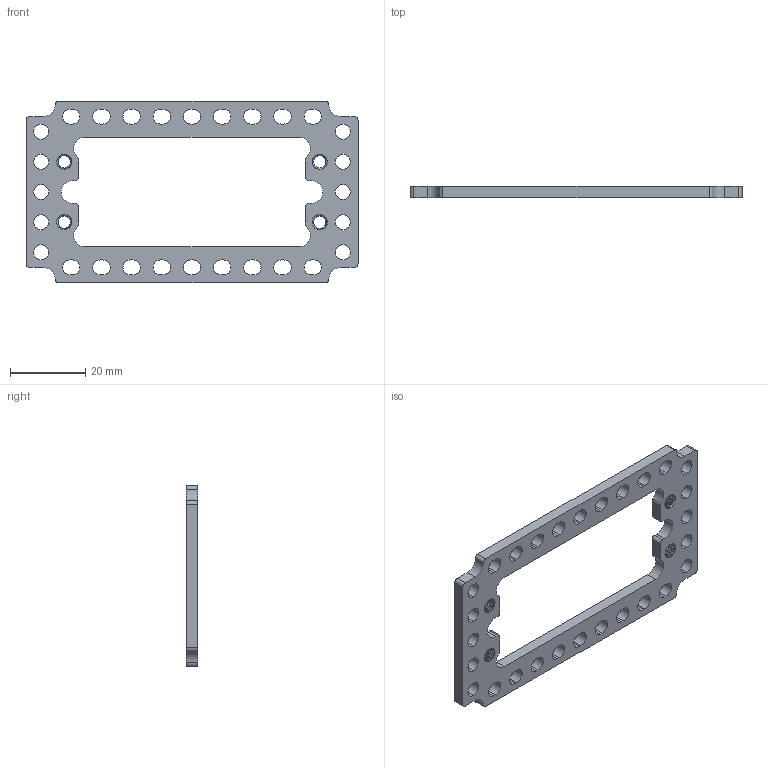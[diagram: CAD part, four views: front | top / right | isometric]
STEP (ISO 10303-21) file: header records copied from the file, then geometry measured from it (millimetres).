
FILE_DESCRIPTION (( 'STEP AP203' ), '1' );
FILE_NAME ('1801-0048-0002.STEP', '2017-04-13T13:23:15', ( '' ), ( '' ), 'SwSTEP 2.0', 'SolidWorks 2016', '' );
FILE_SCHEMA (( 'CONFIG_CONTROL_DESIGN' ));
Length unit declared in the file: millimetre
Products named in the file (1): 1801-0048-0002
Bounding box: 88 x 3 x 48 mm (x, y, z)
Volume: 5585.9 mm3; surface area: 6408.3 mm2
Topology: 1 solids, 1 shells, 243 faces, 701 edges, 460 vertices
Faces by surface type: cylinder 155, plane 56, cone 24, bspline 8
Entity records: 17744 total; most frequent: CARTESIAN_POINT 11453, ORIENTED_EDGE 1402, DIRECTION 1217, EDGE_CURVE 701, VERTEX_POINT 460, AXIS2_PLACEMENT_3D 446, LINE 325, VECTOR 325
